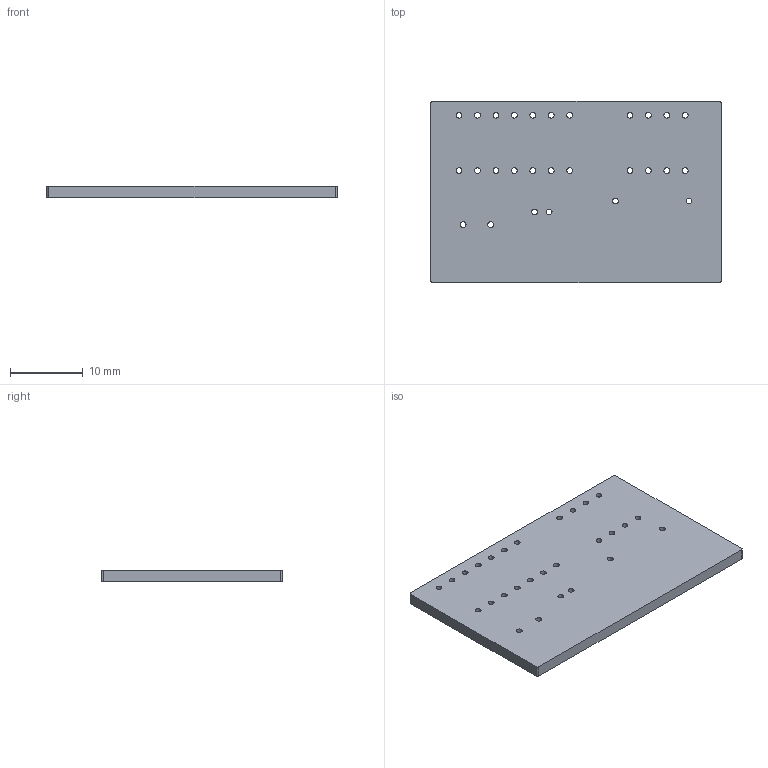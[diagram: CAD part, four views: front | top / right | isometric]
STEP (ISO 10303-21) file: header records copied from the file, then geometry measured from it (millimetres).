
FILE_DESCRIPTION(('KiCad electronic assembly'),'2;1');
FILE_NAME('Curso_de_Soldagem.step','2023-04-13T01:29:18',('Pcbnew'),( 'Kicad'),'Open CASCADE STEP processor 7.6','KiCad to STEP converter' ,'Unknown');
FILE_SCHEMA(('AUTOMOTIVE_DESIGN { 1 0 10303 214 1 1 1 1 }'));
Length unit declared in the file: millimetre
Products named in the file (2): Curso_de_Soldagem 1; Curso_de_Soldagem PCB
Assembly tree (1 placements, depth 2):
  Curso_de_Soldagem 1
    Curso_de_Soldagem PCB
Bounding box: 40 x 25 x 1.6 mm (x, y, z)
Volume: 1577.3 mm3; surface area: 2291.5 mm2
Topology: 1 solids, 1 shells, 38 faces, 108 edges, 72 vertices
Faces by surface type: cylinder 32, plane 6
Full cylindrical faces by diameter (mm): 0.8 x28
Entity records: 3031 total; most frequent: CARTESIAN_POINT 820, DIRECTION 404, ORIENTED_EDGE 216, PCURVE 216, DEFINITIONAL_REPRESENTATION 216, LINE 196, VECTOR 196, EDGE_CURVE 108
